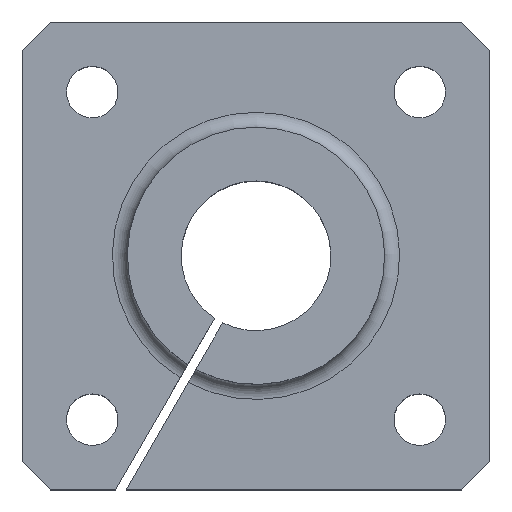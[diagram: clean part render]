
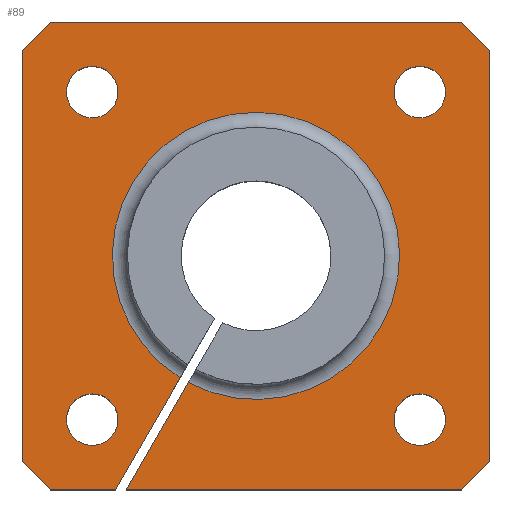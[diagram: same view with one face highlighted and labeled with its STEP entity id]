
A CAD part, top view. The second image highlights one B-rep face of the part: STEP entity #89.
In plain terms, the highlighted planar face has unit normal (0, 0, 1).
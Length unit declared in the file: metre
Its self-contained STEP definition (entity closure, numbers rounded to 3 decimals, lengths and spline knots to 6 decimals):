
#89 = ADVANCED_FACE( '', ( #192, #193, #194, #195, #196 ), #197, .T. );
#192 = FACE_OUTER_BOUND( '', #316, .T. );
#193 = FACE_BOUND( '', #317, .T. );
#194 = FACE_BOUND( '', #318, .T. );
#195 = FACE_BOUND( '', #319, .T. );
#196 = FACE_BOUND( '', #320, .T. );
#197 = PLANE( '', #321 );
#316 = EDGE_LOOP( '', ( #512, #513, #514, #515, #516, #517, #518, #519, #520, #521, #522, #523 ) );
#317 = EDGE_LOOP( '', ( #524 ) );
#318 = EDGE_LOOP( '', ( #525 ) );
#319 = EDGE_LOOP( '', ( #526 ) );
#320 = EDGE_LOOP( '', ( #527 ) );
#321 = AXIS2_PLACEMENT_3D( '', #528, #529, #530 );
#512 = ORIENTED_EDGE( '', *, *, #708, .F. );
#513 = ORIENTED_EDGE( '', *, *, #731, .T. );
#514 = ORIENTED_EDGE( '', *, *, #732, .T. );
#515 = ORIENTED_EDGE( '', *, *, #695, .T. );
#516 = ORIENTED_EDGE( '', *, *, #666, .T. );
#517 = ORIENTED_EDGE( '', *, *, #720, .T. );
#518 = ORIENTED_EDGE( '', *, *, #722, .T. );
#519 = ORIENTED_EDGE( '', *, *, #733, .T. );
#520 = ORIENTED_EDGE( '', *, *, #734, .T. );
#521 = ORIENTED_EDGE( '', *, *, #728, .T. );
#522 = ORIENTED_EDGE( '', *, *, #735, .F. );
#523 = ORIENTED_EDGE( '', *, *, #736, .T. );
#524 = ORIENTED_EDGE( '', *, *, #737, .T. );
#525 = ORIENTED_EDGE( '', *, *, #738, .T. );
#526 = ORIENTED_EDGE( '', *, *, #703, .T. );
#527 = ORIENTED_EDGE( '', *, *, #700, .T. );
#528 = CARTESIAN_POINT( '', ( -0.025, -0.025, 0.006 ) );
#529 = DIRECTION( '', ( 0., 0., 1. ) );
#530 = DIRECTION( '', ( 1., 0., 0. ) );
#666 = EDGE_CURVE( '', #775, #776, #777, .F. );
#695 = EDGE_CURVE( '', #821, #775, #822, .T. );
#700 = EDGE_CURVE( '', #829, #829, #830, .T. );
#703 = EDGE_CURVE( '', #834, #834, #835, .T. );
#708 = EDGE_CURVE( '', #842, #844, #845, .T. );
#720 = EDGE_CURVE( '', #776, #861, #863, .T. );
#722 = EDGE_CURVE( '', #861, #865, #866, .F. );
#728 = EDGE_CURVE( '', #876, #874, #877, .T. );
#731 = EDGE_CURVE( '', #842, #880, #881, .T. );
#732 = EDGE_CURVE( '', #880, #821, #882, .F. );
#733 = EDGE_CURVE( '', #865, #883, #884, .T. );
#734 = EDGE_CURVE( '', #883, #876, #885, .F. );
#735 = EDGE_CURVE( '', #886, #874, #887, .T. );
#736 = EDGE_CURVE( '', #886, #844, #888, .F. );
#737 = EDGE_CURVE( '', #889, #889, #890, .T. );
#738 = EDGE_CURVE( '', #891, #891, #892, .T. );
#775 = VERTEX_POINT( '', #939 );
#776 = VERTEX_POINT( '', #940 );
#777 = LINE( '', #941, #942 );
#821 = VERTEX_POINT( '', #1006 );
#822 = LINE( '', #1007, #1008 );
#829 = VERTEX_POINT( '', #1017 );
#830 = CIRCLE( '', #1018, 0.00275 );
#834 = VERTEX_POINT( '', #1022 );
#835 = CIRCLE( '', #1023, 0.00275 );
#842 = VERTEX_POINT( '', #1032 );
#844 = VERTEX_POINT( '', #1035 );
#845 = LINE( '', #1036, #1037 );
#861 = VERTEX_POINT( '', #1070 );
#863 = LINE( '', #1073, #1074 );
#865 = VERTEX_POINT( '', #1076 );
#866 = LINE( '', #1077, #1078 );
#874 = VERTEX_POINT( '', #1089 );
#876 = VERTEX_POINT( '', #1092 );
#877 = LINE( '', #1093, #1094 );
#880 = VERTEX_POINT( '', #1098 );
#881 = LINE( '', #1099, #1100 );
#882 = LINE( '', #1101, #1102 );
#883 = VERTEX_POINT( '', #1103 );
#884 = LINE( '', #1104, #1105 );
#885 = LINE( '', #1106, #1107 );
#886 = VERTEX_POINT( '', #1108 );
#887 = LINE( '', #1109, #1110 );
#888 = CIRCLE( '', #1111, 0.01535 );
#889 = VERTEX_POINT( '', #1112 );
#890 = CIRCLE( '', #1113, 0.00275 );
#891 = VERTEX_POINT( '', #1114 );
#892 = CIRCLE( '', #1115, 0.00275 );
#939 = CARTESIAN_POINT( '', ( 0.025, 0.022, 0.006 ) );
#940 = CARTESIAN_POINT( '', ( 0.022, 0.025, 0.006 ) );
#941 = CARTESIAN_POINT( '', ( 0.0235, 0.0235, 0.006 ) );
#942 = VECTOR( '', #1184, 1. );
#1006 = CARTESIAN_POINT( '', ( 0.025, -0.022, 0.006 ) );
#1007 = CARTESIAN_POINT( '', ( 0.025, -0.025, 0.006 ) );
#1008 = VECTOR( '', #1208, 1. );
#1017 = CARTESIAN_POINT( '', ( -0.0175, -0.01475, 0.006 ) );
#1018 = AXIS2_PLACEMENT_3D( '', #1214, #1215, #1216 );
#1022 = CARTESIAN_POINT( '', ( 0.0175, 0.02025, 0.006 ) );
#1023 = AXIS2_PLACEMENT_3D( '', #1220, #1221, #1222 );
#1032 = CARTESIAN_POINT( '', ( -0.013856, -0.025, 0.006 ) );
#1035 = CARTESIAN_POINT( '', ( -0.007238, -0.013536, 0.006 ) );
#1036 = CARTESIAN_POINT( '', ( -0.016642, -0.029825, 0.006 ) );
#1037 = VECTOR( '', #1226, 1. );
#1070 = CARTESIAN_POINT( '', ( -0.022, 0.025, 0.006 ) );
#1073 = CARTESIAN_POINT( '', ( 0.025, 0.025, 0.006 ) );
#1074 = VECTOR( '', #1238, 1. );
#1076 = CARTESIAN_POINT( '', ( -0.025, 0.022, 0.006 ) );
#1077 = CARTESIAN_POINT( '', ( -0.0485, -0.0015, 0.006 ) );
#1078 = VECTOR( '', #1239, 1. );
#1089 = CARTESIAN_POINT( '', ( -0.015011, -0.025, 0.006 ) );
#1092 = CARTESIAN_POINT( '', ( -0.022, -0.025, 0.006 ) );
#1093 = CARTESIAN_POINT( '', ( -0.025, -0.025, 0.006 ) );
#1094 = VECTOR( '', #1244, 1. );
#1098 = CARTESIAN_POINT( '', ( 0.022, -0.025, 0.006 ) );
#1099 = CARTESIAN_POINT( '', ( -0.025, -0.025, 0.006 ) );
#1100 = VECTOR( '', #1246, 1. );
#1101 = CARTESIAN_POINT( '', ( -0.0015, -0.0485, 0.006 ) );
#1102 = VECTOR( '', #1247, 1. );
#1103 = CARTESIAN_POINT( '', ( -0.025, -0.022, 0.006 ) );
#1104 = CARTESIAN_POINT( '', ( -0.025, 0.025, 0.006 ) );
#1105 = VECTOR( '', #1248, 1. );
#1106 = CARTESIAN_POINT( '', ( -0.0235, -0.0235, 0.006 ) );
#1107 = VECTOR( '', #1249, 1. );
#1108 = CARTESIAN_POINT( '', ( -0.008104, -0.013036, 0.006 ) );
#1109 = CARTESIAN_POINT( '', ( -0.017508, -0.029325, 0.006 ) );
#1110 = VECTOR( '', #1250, 1. );
#1111 = AXIS2_PLACEMENT_3D( '', #1251, #1252, #1253 );
#1112 = CARTESIAN_POINT( '', ( 0.0175, -0.01475, 0.006 ) );
#1113 = AXIS2_PLACEMENT_3D( '', #1254, #1255, #1256 );
#1114 = CARTESIAN_POINT( '', ( -0.0175, 0.02025, 0.006 ) );
#1115 = AXIS2_PLACEMENT_3D( '', #1257, #1258, #1259 );
#1184 = DIRECTION( '', ( 0.707, -0.707, 0. ) );
#1208 = DIRECTION( '', ( 0., 1., 0. ) );
#1214 = CARTESIAN_POINT( '', ( -0.0175, -0.0175, 0.006 ) );
#1215 = DIRECTION( '', ( 0., 0., -1. ) );
#1216 = DIRECTION( '', ( 0., 1., 0. ) );
#1220 = CARTESIAN_POINT( '', ( 0.0175, 0.0175, 0.006 ) );
#1221 = DIRECTION( '', ( 0., 0., -1. ) );
#1222 = DIRECTION( '', ( 0., 1., 0. ) );
#1226 = DIRECTION( '', ( 0.5, 0.866, 0. ) );
#1238 = DIRECTION( '', ( -1., 0., 0. ) );
#1239 = DIRECTION( '', ( 0.707, 0.707, 0. ) );
#1244 = DIRECTION( '', ( 1., 0., 0. ) );
#1246 = DIRECTION( '', ( 1., 0., 0. ) );
#1247 = DIRECTION( '', ( -0.707, -0.707, 0. ) );
#1248 = DIRECTION( '', ( 0., -1., 0. ) );
#1249 = DIRECTION( '', ( -0.707, 0.707, 0. ) );
#1250 = DIRECTION( '', ( -0.5, -0.866, 0. ) );
#1251 = CARTESIAN_POINT( '', ( 0., 0., 0.006 ) );
#1252 = DIRECTION( '', ( 0., 0., 1. ) );
#1253 = DIRECTION( '', ( 1., 0., 0. ) );
#1254 = CARTESIAN_POINT( '', ( 0.0175, -0.0175, 0.006 ) );
#1255 = DIRECTION( '', ( 0., 0., -1. ) );
#1256 = DIRECTION( '', ( 0., 1., 0. ) );
#1257 = CARTESIAN_POINT( '', ( -0.0175, 0.0175, 0.006 ) );
#1258 = DIRECTION( '', ( 0., 0., -1. ) );
#1259 = DIRECTION( '', ( 0., 1., 0. ) );
